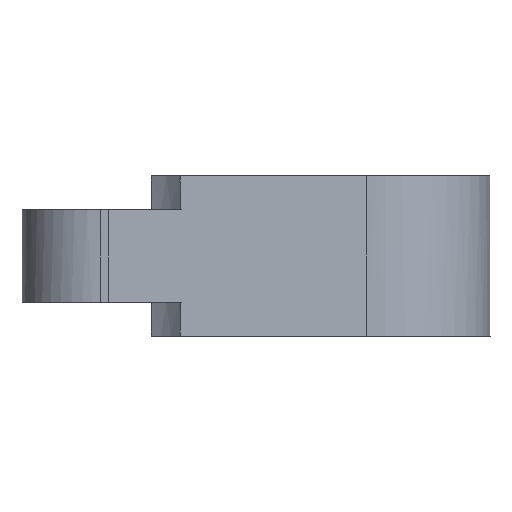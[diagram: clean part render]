
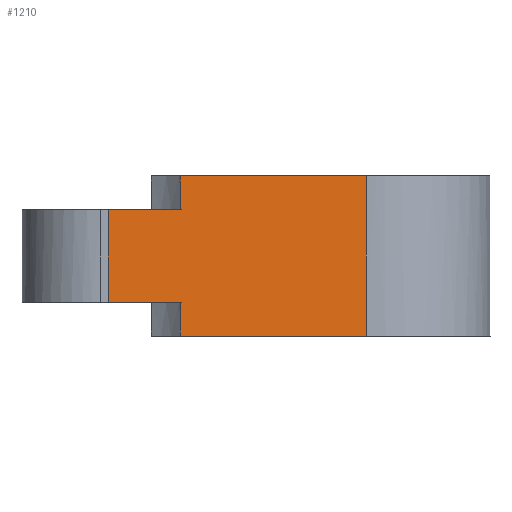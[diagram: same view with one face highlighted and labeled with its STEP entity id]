
A CAD part, left-side view. The second image highlights one B-rep face of the part: STEP entity #1210.
In plain terms, the highlighted free-form (B-spline) face has degree [1, 1] with [2, 2] control points.
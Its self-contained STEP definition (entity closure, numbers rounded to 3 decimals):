
#1210 = ADVANCED_FACE('',(#1211),#1269,.T.);
#1211 = FACE_BOUND('',#1212,.T.);
#1212 = EDGE_LOOP('',(#1213,#1222,#1229,#1236,#1243,#1250,#1257,#1264));
#1213 = ORIENTED_EDGE('',*,*,#1214,.T.);
#1214 = EDGE_CURVE('',#1215,#1217,#1219,.T.);
#1215 = VERTEX_POINT('',#1216);
#1216 = CARTESIAN_POINT('',(-32.915,43.079,
    -10.734));
#1217 = VERTEX_POINT('',#1218);
#1218 = CARTESIAN_POINT('',(-34.582,59.688,
    -10.734));
#1219 = B_SPLINE_CURVE_WITH_KNOTS('',1,(#1220,#1221),.UNSPECIFIED.,.F.,
  .F.,(2,2),(0.,12.845),.PIECEWISE_BEZIER_KNOTS.);
#1220 = CARTESIAN_POINT('',(-32.915,43.079,
    -10.734));
#1221 = CARTESIAN_POINT('',(-34.582,59.688,
    -10.734));
#1222 = ORIENTED_EDGE('',*,*,#1223,.T.);
#1223 = EDGE_CURVE('',#1217,#1224,#1226,.T.);
#1224 = VERTEX_POINT('',#1225);
#1225 = CARTESIAN_POINT('',(-34.582,59.688,
    10.734));
#1226 = B_SPLINE_CURVE_WITH_KNOTS('',1,(#1227,#1228),.UNSPECIFIED.,.F.,
  .F.,(2,2),(0.,16.52),.PIECEWISE_BEZIER_KNOTS.);
#1227 = CARTESIAN_POINT('',(-34.582,59.688,
    -10.734));
#1228 = CARTESIAN_POINT('',(-34.582,59.688,
    10.734));
#1229 = ORIENTED_EDGE('',*,*,#1230,.T.);
#1230 = EDGE_CURVE('',#1224,#1231,#1233,.T.);
#1231 = VERTEX_POINT('',#1232);
#1232 = CARTESIAN_POINT('',(-32.915,43.079,
    10.734));
#1233 = B_SPLINE_CURVE_WITH_KNOTS('',1,(#1234,#1235),.UNSPECIFIED.,.F.,
  .F.,(2,2),(0.,12.845),.PIECEWISE_BEZIER_KNOTS.);
#1234 = CARTESIAN_POINT('',(-34.582,59.688,
    10.734));
#1235 = CARTESIAN_POINT('',(-32.915,43.079,
    10.734));
#1236 = ORIENTED_EDGE('',*,*,#1237,.T.);
#1237 = EDGE_CURVE('',#1231,#1238,#1240,.T.);
#1238 = VERTEX_POINT('',#1239);
#1239 = CARTESIAN_POINT('',(-32.915,43.079,
    18.531));
#1240 = B_SPLINE_CURVE_WITH_KNOTS('',1,(#1241,#1242),.UNSPECIFIED.,.F.,
  .F.,(2,2),(0.,6.),.PIECEWISE_BEZIER_KNOTS.);
#1241 = CARTESIAN_POINT('',(-32.915,43.079,
    10.734));
#1242 = CARTESIAN_POINT('',(-32.915,43.079,
    18.531));
#1243 = ORIENTED_EDGE('',*,*,#1244,.T.);
#1244 = EDGE_CURVE('',#1238,#1245,#1247,.T.);
#1245 = VERTEX_POINT('',#1246);
#1246 = CARTESIAN_POINT('',(-28.589,0.,
    18.531));
#1247 = B_SPLINE_CURVE_WITH_KNOTS('',1,(#1248,#1249),.UNSPECIFIED.,.F.,
  .F.,(2,2),(0.,33.317),.PIECEWISE_BEZIER_KNOTS.);
#1248 = CARTESIAN_POINT('',(-32.915,43.079,
    18.531));
#1249 = CARTESIAN_POINT('',(-28.589,0.,
    18.531));
#1250 = ORIENTED_EDGE('',*,*,#1251,.T.);
#1251 = EDGE_CURVE('',#1245,#1252,#1254,.T.);
#1252 = VERTEX_POINT('',#1253);
#1253 = CARTESIAN_POINT('',(-28.589,0.,-18.531));
#1254 = B_SPLINE_CURVE_WITH_KNOTS('',1,(#1255,#1256),.UNSPECIFIED.,.F.,
  .F.,(2,2),(0.,28.52),.PIECEWISE_BEZIER_KNOTS.);
#1255 = CARTESIAN_POINT('',(-28.589,0.,18.531));
#1256 = CARTESIAN_POINT('',(-28.589,0.,-18.531));
#1257 = ORIENTED_EDGE('',*,*,#1258,.T.);
#1258 = EDGE_CURVE('',#1252,#1259,#1261,.T.);
#1259 = VERTEX_POINT('',#1260);
#1260 = CARTESIAN_POINT('',(-32.915,43.079,
    -18.531));
#1261 = B_SPLINE_CURVE_WITH_KNOTS('',1,(#1262,#1263),.UNSPECIFIED.,.F.,
  .F.,(2,2),(0.,33.317),.PIECEWISE_BEZIER_KNOTS.);
#1262 = CARTESIAN_POINT('',(-28.589,0.,-18.531));
#1263 = CARTESIAN_POINT('',(-32.915,43.079,
    -18.531));
#1264 = ORIENTED_EDGE('',*,*,#1265,.T.);
#1265 = EDGE_CURVE('',#1259,#1215,#1266,.T.);
#1266 = B_SPLINE_CURVE_WITH_KNOTS('',1,(#1267,#1268),.UNSPECIFIED.,.F.,
  .F.,(2,2),(0.,6.),.PIECEWISE_BEZIER_KNOTS.);
#1267 = CARTESIAN_POINT('',(-32.915,43.079,
    -18.531));
#1268 = CARTESIAN_POINT('',(-32.915,43.079,
    -10.734));
#1269 = B_SPLINE_SURFACE_WITH_KNOTS('',1,1,(
    (#1270,#1271)
    ,(#1272,#1273
    )),.UNSPECIFIED.,.F.,.F.,.F.,(2,2),(2,2),(0.,1.),(0.,1.),
  .PIECEWISE_BEZIER_KNOTS.);
#1270 = CARTESIAN_POINT('',(-28.589,0.,-18.531));
#1271 = CARTESIAN_POINT('',(-28.589,0.,18.531));
#1272 = CARTESIAN_POINT('',(-34.582,59.688,
    -18.531));
#1273 = CARTESIAN_POINT('',(-34.582,59.688,
    18.531));
